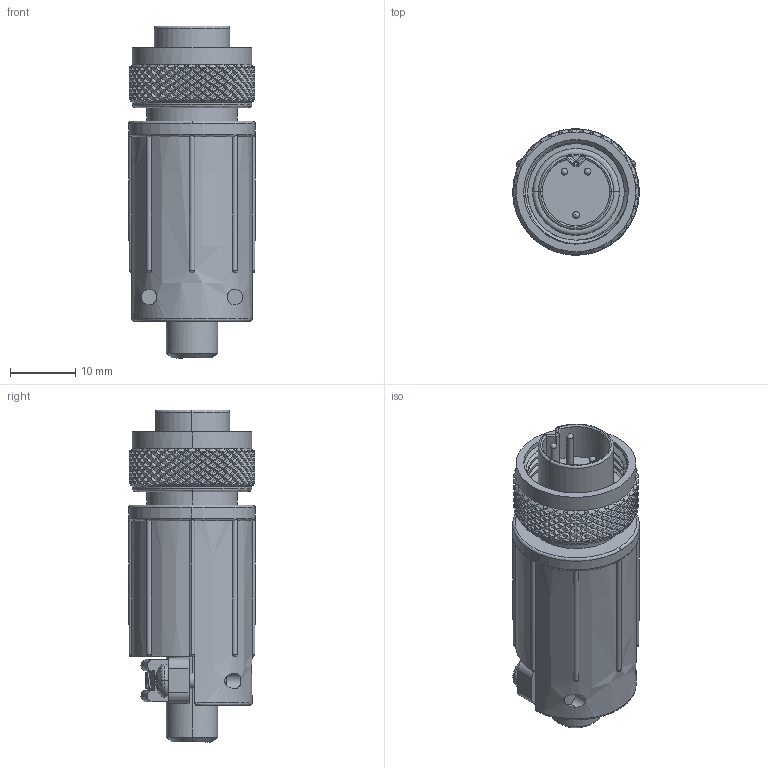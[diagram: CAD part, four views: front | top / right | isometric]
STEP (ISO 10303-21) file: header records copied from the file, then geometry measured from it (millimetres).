
FILE_DESCRIPTION (( 'STEP AP203' ), '1' );
FILE_NAME ('SF6282-3PG-520.STEP', '2015-11-03T17:27:29', ( '' ), ( '' ), 'SwSTEP 2.0', 'SolidWorks 2014', '' );
FILE_SCHEMA (( 'CONFIG_CONTROL_DESIGN' ));
Length unit declared in the file: inch
Products named in the file (2): SF6282-3PG-520
Bounding box: 19.38 x 19.38 x 50.8 mm (x, y, z)
Volume: 10078.1 mm3; surface area: 5193.4 mm2
Topology: 1 solids, 1 shells, 2237 faces, 4877 edges, 2631 vertices
Faces by surface type: bspline 1648, cylinder 447, plane 112, cone 15, torus 9, sphere 6
Entity records: 77320 total; most frequent: CARTESIAN_POINT 44770, ORIENTED_EDGE 9690, EDGE_CURVE 4845, VERTEX_POINT 2629, DIRECTION 2507, B_SPLINE_CURVE_WITH_KNOTS 2463, EDGE_LOOP 2260, FACE_OUTER_BOUND 2237
